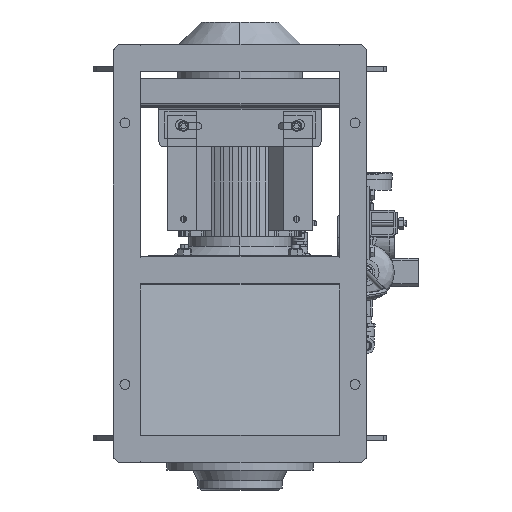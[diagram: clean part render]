
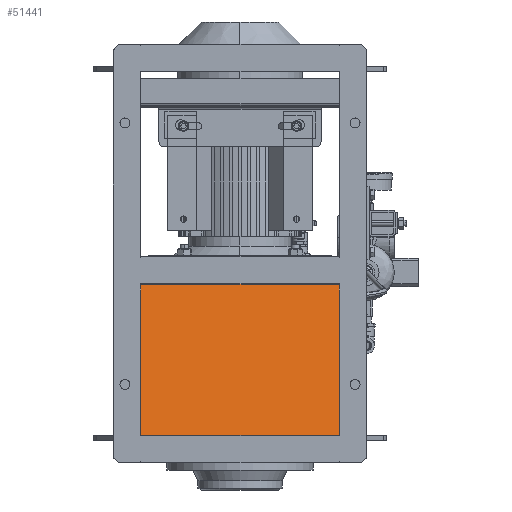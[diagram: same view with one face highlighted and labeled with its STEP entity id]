
A CAD part, front view. The second image highlights one B-rep face of the part: STEP entity #51441.
In plain terms, the highlighted planar face has unit normal (0, -0.982, 0.187).
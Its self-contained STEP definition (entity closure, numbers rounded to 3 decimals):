
#3812 = CARTESIAN_POINT ( 'NONE',  ( -190., -353.965, -97.437 ) ) ;
#4221 = LINE ( 'NONE', #112401, #104493 ) ;
#8143 = LINE ( 'NONE', #64759, #101323 ) ;
#9901 = DIRECTION ( 'NONE',  ( -1., 0., 0. ) ) ;
#10675 = DIRECTION ( 'NONE',  ( 0., -0.187, -0.982 ) ) ;
#11693 = DIRECTION ( 'NONE',  ( 0., 0.982, -0.187 ) ) ;
#13943 = AXIS2_PLACEMENT_3D ( 'NONE', #20334, #11693, #83189 ) ;
#13992 = ORIENTED_EDGE ( 'NONE', *, *, #89576, .T. ) ;
#20334 = CARTESIAN_POINT ( 'NONE',  ( 190., -353.965, -97.437 ) ) ;
#22906 = VECTOR ( 'NONE', #108216, 1000. ) ;
#23471 = VERTEX_POINT ( 'NONE', #73688 ) ;
#28113 = EDGE_CURVE ( 'NONE', #68254, #51546, #110394, .T. ) ;
#47052 = ORIENTED_EDGE ( 'NONE', *, *, #28113, .T. ) ;
#47184 = EDGE_CURVE ( 'NONE', #59389, #51546, #4221, .T. ) ;
#50862 = EDGE_CURVE ( 'NONE', #23471, #59389, #8143, .T. ) ;
#51441 = ADVANCED_FACE ( 'NONE', ( #92753 ), #102417, .F. ) ;
#51546 = VERTEX_POINT ( 'NONE', #3812 ) ;
#52665 = CARTESIAN_POINT ( 'NONE',  ( -190., -353.965, -97.437 ) ) ;
#59389 = VERTEX_POINT ( 'NONE', #68824 ) ;
#60933 = ORIENTED_EDGE ( 'NONE', *, *, #50862, .F. ) ;
#64759 = CARTESIAN_POINT ( 'NONE',  ( 190., -353.965, -97.437 ) ) ;
#68254 = VERTEX_POINT ( 'NONE', #76402 ) ;
#68824 = CARTESIAN_POINT ( 'NONE',  ( 190., -353.965, -97.437 ) ) ;
#73688 = CARTESIAN_POINT ( 'NONE',  ( 190., -298.965, 192. ) ) ;
#76223 = DIRECTION ( 'NONE',  ( -1., 0., 0. ) ) ;
#76402 = CARTESIAN_POINT ( 'NONE',  ( -190., -298.965, 192. ) ) ;
#78117 = LINE ( 'NONE', #81354, #100564 ) ;
#81354 = CARTESIAN_POINT ( 'NONE',  ( 190., -298.965, 192. ) ) ;
#83189 = DIRECTION ( 'NONE',  ( 0., 0.187, 0.982 ) ) ;
#89576 = EDGE_CURVE ( 'NONE', #23471, #68254, #78117, .T. ) ;
#90878 = EDGE_LOOP ( 'NONE', ( #13992, #47052, #114241, #60933 ) ) ;
#92753 = FACE_OUTER_BOUND ( 'NONE', #90878, .T. ) ;
#100564 = VECTOR ( 'NONE', #9901, 1000. ) ;
#101323 = VECTOR ( 'NONE', #10675, 1000. ) ;
#102417 = PLANE ( 'NONE',  #13943 ) ;
#104493 = VECTOR ( 'NONE', #76223, 1000. ) ;
#108216 = DIRECTION ( 'NONE',  ( 0., -0.187, -0.982 ) ) ;
#110394 = LINE ( 'NONE', #52665, #22906 ) ;
#112401 = CARTESIAN_POINT ( 'NONE',  ( 190., -353.965, -97.437 ) ) ;
#114241 = ORIENTED_EDGE ( 'NONE', *, *, #47184, .F. ) ;
